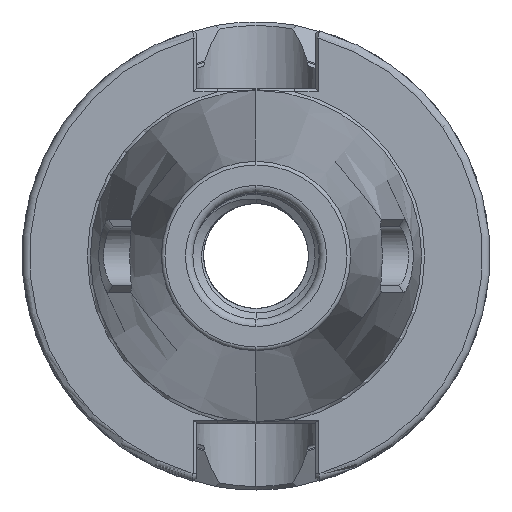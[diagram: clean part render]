
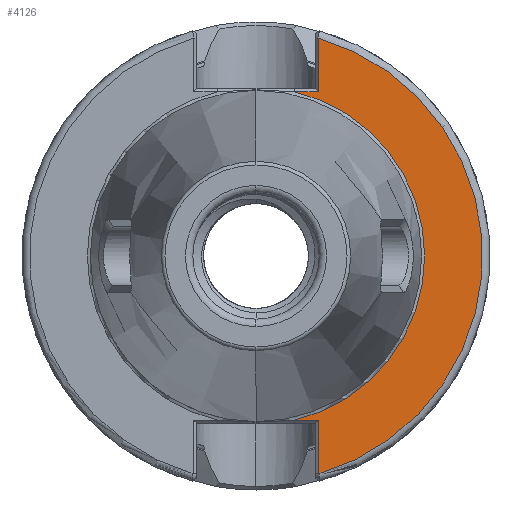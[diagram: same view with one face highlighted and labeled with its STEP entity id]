
A CAD part, left-side view. The second image highlights one B-rep face of the part: STEP entity #4126.
In plain terms, the highlighted planar face has unit normal (-1, 0, 0).
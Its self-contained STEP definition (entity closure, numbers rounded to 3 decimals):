
#906 = CARTESIAN_POINT ( 'NONE',  ( 0., -5.175, 22.1 ) ) ;
#1057 = CARTESIAN_POINT ( 'NONE',  ( 0., -5.175, -22.1 ) ) ;
#1129 = CARTESIAN_POINT ( 'NONE',  ( 0., -8.479, -22.1 ) ) ;
#1130 = CARTESIAN_POINT ( 'NONE',  ( 0., -8.479, -29.298 ) ) ;
#1131 = CARTESIAN_POINT ( 'NONE',  ( 0., -8.395, 29.322 ) ) ;
#1132 = CARTESIAN_POINT ( 'NONE',  ( 0., -8.395, 22.1 ) ) ;
#2217 = VERTEX_POINT ( 'NONE', #906 ) ;
#2435 = ORIENTED_EDGE ( 'NONE', *, *, #4237, .T. ) ;
#2436 = ORIENTED_EDGE ( 'NONE', *, *, #6188, .T. ) ;
#2437 = ORIENTED_EDGE ( 'NONE', *, *, #6187, .T. ) ;
#2438 = ORIENTED_EDGE ( 'NONE', *, *, #6184, .T. ) ;
#2439 = ORIENTED_EDGE ( 'NONE', *, *, #6186, .F. ) ;
#2440 = ORIENTED_EDGE ( 'NONE', *, *, #6185, .T. ) ;
#2522 = AXIS2_PLACEMENT_3D ( 'NONE', #5329, #5336, #5337 ) ;
#2528 = VECTOR ( 'NONE', #5332, 1000. ) ;
#2529 = VECTOR ( 'NONE', #5335, 1000. ) ;
#2530 = VECTOR ( 'NONE', #5341, 1000. ) ;
#2532 = VECTOR ( 'NONE', #5344, 1000. ) ;
#3788 = VERTEX_POINT ( 'NONE', #1057 ) ;
#3861 = VERTEX_POINT ( 'NONE', #1129 ) ;
#3862 = VERTEX_POINT ( 'NONE', #1130 ) ;
#3863 = VERTEX_POINT ( 'NONE', #1131 ) ;
#3864 = VERTEX_POINT ( 'NONE', #1132 ) ;
#4126 = ADVANCED_FACE ( 'NONE', ( #8230 ), #8847, .T. ) ;
#4237 = EDGE_CURVE ( 'NONE', #2217, #3788, #8675, .T. ) ;
#4744 = EDGE_LOOP ( 'NONE', ( #2440, #2438, #2439, #2437, #2436, #2435 ) ) ;
#5329 = CARTESIAN_POINT ( 'NONE',  ( 0., 0., 0. ) ) ;
#5330 = LINE ( 'NONE', #5331, #2528 ) ;
#5331 = CARTESIAN_POINT ( 'NONE',  ( 0., -8.479, -29.418 ) ) ;
#5332 = DIRECTION ( 'NONE',  ( 0., 0., -1. ) ) ;
#5333 = LINE ( 'NONE', #5334, #2529 ) ;
#5334 = CARTESIAN_POINT ( 'NONE',  ( 0., 2.106, -22.1 ) ) ;
#5335 = DIRECTION ( 'NONE',  ( 0., -1., 0. ) ) ;
#5336 = DIRECTION ( 'NONE',  ( 1., 0., 0. ) ) ;
#5337 = DIRECTION ( 'NONE',  ( 0., 0., -1. ) ) ;
#5339 = LINE ( 'NONE', #5340, #2530 ) ;
#5340 = CARTESIAN_POINT ( 'NONE',  ( 0., -8.395, 0. ) ) ;
#5341 = DIRECTION ( 'NONE',  ( 0., 0., -1. ) ) ;
#5342 = LINE ( 'NONE', #5343, #2532 ) ;
#5343 = CARTESIAN_POINT ( 'NONE',  ( 0., 22.698, 22.1 ) ) ;
#5344 = DIRECTION ( 'NONE',  ( 0., 1., 0. ) ) ;
#6184 = EDGE_CURVE ( 'NONE', #3861, #3862, #5330, .T. ) ;
#6185 = EDGE_CURVE ( 'NONE', #3788, #3861, #5333, .T. ) ;
#6186 = EDGE_CURVE ( 'NONE', #3863, #3862, #8654, .T. ) ;
#6187 = EDGE_CURVE ( 'NONE', #3863, #3864, #5339, .T. ) ;
#6188 = EDGE_CURVE ( 'NONE', #3864, #2217, #5342, .T. ) ;
#6690 = AXIS2_PLACEMENT_3D ( 'NONE', #7832, #7833, #7834 ) ;
#7832 = CARTESIAN_POINT ( 'NONE',  ( 0., 0., 0. ) ) ;
#7833 = DIRECTION ( 'NONE',  ( 1., 0., 0. ) ) ;
#7834 = DIRECTION ( 'NONE',  ( 0., 0., -1. ) ) ;
#8230 = FACE_OUTER_BOUND ( 'NONE', #4744, .T. ) ;
#8638 = AXIS2_PLACEMENT_3D ( 'NONE', #8848, #8849, #8850 ) ;
#8654 = CIRCLE ( 'NONE', #2522, 30.5 ) ;
#8675 = CIRCLE ( 'NONE', #6690, 22.698 ) ;
#8847 = PLANE ( 'NONE',  #8638 ) ;
#8848 = CARTESIAN_POINT ( 'NONE',  ( 0., 22.698, 0. ) ) ;
#8849 = DIRECTION ( 'NONE',  ( -1., 0., 0. ) ) ;
#8850 = DIRECTION ( 'NONE',  ( 0., 0., 1. ) ) ;
